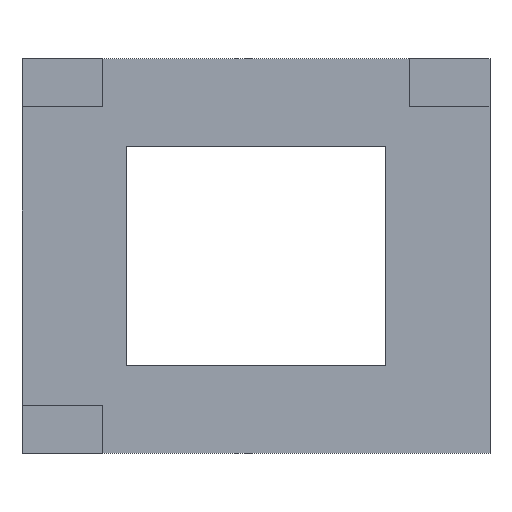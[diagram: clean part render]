
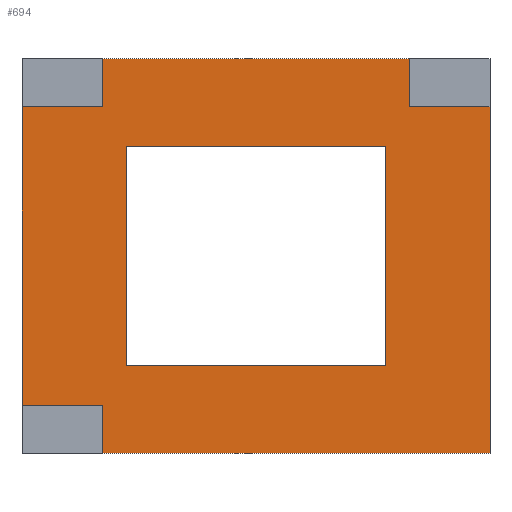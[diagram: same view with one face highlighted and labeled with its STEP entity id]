
A CAD part, top view. The second image highlights one B-rep face of the part: STEP entity #694.
In plain terms, the highlighted planar face has unit normal (0, 0, 1).
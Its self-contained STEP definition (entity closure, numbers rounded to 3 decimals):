
#22=FACE_BOUND('',#70,.T.);
#28=FACE_OUTER_BOUND('',#69,.T.);
#69=EDGE_LOOP('',(#481,#482,#483,#484));
#70=EDGE_LOOP('',(#485,#486,#487,#488));
#107=LINE('',#972,#203);
#110=LINE('',#978,#206);
#113=LINE('',#984,#209);
#116=LINE('',#988,#212);
#121=LINE('',#1001,#217);
#122=LINE('',#1003,#218);
#123=LINE('',#1005,#219);
#124=LINE('',#1006,#220);
#203=VECTOR('',#792,10.);
#206=VECTOR('',#797,10.);
#209=VECTOR('',#802,10.);
#212=VECTOR('',#807,10.);
#217=VECTOR('',#816,10.);
#218=VECTOR('',#817,10.);
#219=VECTOR('',#818,10.);
#220=VECTOR('',#819,10.);
#299=VERTEX_POINT('',#969);
#300=VERTEX_POINT('',#971);
#302=VERTEX_POINT('',#977);
#304=VERTEX_POINT('',#983);
#309=VERTEX_POINT('',#999);
#310=VERTEX_POINT('',#1000);
#311=VERTEX_POINT('',#1002);
#312=VERTEX_POINT('',#1004);
#363=EDGE_CURVE('',#300,#299,#107,.T.);
#366=EDGE_CURVE('',#302,#300,#110,.T.);
#369=EDGE_CURVE('',#304,#302,#113,.T.);
#372=EDGE_CURVE('',#299,#304,#116,.T.);
#377=EDGE_CURVE('',#309,#310,#121,.T.);
#378=EDGE_CURVE('',#310,#311,#122,.T.);
#379=EDGE_CURVE('',#311,#312,#123,.T.);
#380=EDGE_CURVE('',#312,#309,#124,.T.);
#481=ORIENTED_EDGE('',*,*,#377,.T.);
#482=ORIENTED_EDGE('',*,*,#378,.T.);
#483=ORIENTED_EDGE('',*,*,#379,.T.);
#484=ORIENTED_EDGE('',*,*,#380,.T.);
#485=ORIENTED_EDGE('',*,*,#369,.T.);
#486=ORIENTED_EDGE('',*,*,#366,.T.);
#487=ORIENTED_EDGE('',*,*,#363,.T.);
#488=ORIENTED_EDGE('',*,*,#372,.T.);
#654=PLANE('',#751);
#694=ADVANCED_FACE('',(#28,#22),#654,.T.);
#751=AXIS2_PLACEMENT_3D('',#998,#814,#815);
#792=DIRECTION('',(-1.,0.,0.));
#797=DIRECTION('',(0.,-1.,0.));
#802=DIRECTION('',(1.,0.,0.));
#807=DIRECTION('',(0.,1.,0.));
#814=DIRECTION('center_axis',(0.,0.,1.));
#815=DIRECTION('ref_axis',(1.,0.,0.));
#816=DIRECTION('',(0.,-1.,0.));
#817=DIRECTION('',(1.,0.,0.));
#818=DIRECTION('',(0.,1.,0.));
#819=DIRECTION('',(-1.,0.,0.));
#969=CARTESIAN_POINT('',(-9.699,-8.175,0.));
#971=CARTESIAN_POINT('',(9.699,-8.175,0.));
#972=CARTESIAN_POINT('',(4.85,-8.175,0.));
#977=CARTESIAN_POINT('',(9.699,8.175,0.));
#978=CARTESIAN_POINT('',(9.699,4.088,0.));
#983=CARTESIAN_POINT('',(-9.699,8.175,0.));
#984=CARTESIAN_POINT('',(-4.85,8.175,0.));
#988=CARTESIAN_POINT('',(-9.699,-4.088,0.));
#998=CARTESIAN_POINT('Origin',(0.,0.,
0.));
#999=CARTESIAN_POINT('',(-17.5,14.75,0.));
#1000=CARTESIAN_POINT('',(-17.5,-14.75,0.));
#1001=CARTESIAN_POINT('',(-17.5,-7.375,0.));
#1002=CARTESIAN_POINT('',(17.5,-14.75,0.));
#1003=CARTESIAN_POINT('',(-17.5,-14.75,0.));
#1004=CARTESIAN_POINT('',(17.5,14.75,0.));
#1005=CARTESIAN_POINT('',(17.5,-14.75,0.));
#1006=CARTESIAN_POINT('',(-8.75,14.75,0.));
